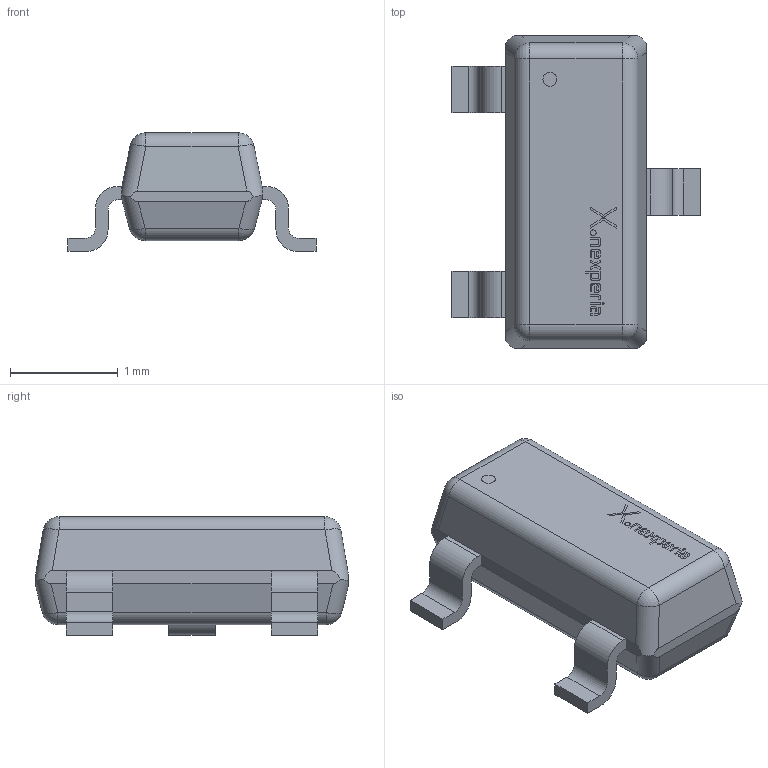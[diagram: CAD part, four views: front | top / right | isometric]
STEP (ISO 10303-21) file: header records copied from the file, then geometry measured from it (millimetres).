
FILE_DESCRIPTION(/* description */ (''),/* implementation_level */ '2;1');
FILE_NAME(/* name */ '1.stp',/* time_stamp */ '2019-09-30T14:15:50+02:00',/* author */ ('Karem'),/* organization */ (''),/* preprocessor_version */ 'ST-DEVELOPER v15.6',/* originating_system */ 'Autodesk Inventor 2015',/* authorisation */ '');
FILE_SCHEMA (('AUTOMOTIVE_DESIGN { 1 0 10303 214 3 1 1 }'));
Products named in the file (5): BODY-SOT; Nexperia Logo; 1; Nexperia Logo Yury; SOT23--3
Bounding box: 2.3 x 2.9 x 1.1 mm (x, y, z)
Volume: 3.6 mm3; surface area: 19 mm2
Topology: 18 solids, 18 shells, 254 faces, 630 edges, 412 vertices
Faces by surface type: plane 159, cylinder 60, bspline 27, sphere 8
Full cylindrical faces by diameter (mm): 0.017 x1, 0.052 x1, 0.129 x1
Entity records: 7776 total; most frequent: CARTESIAN_POINT 1681, ORIENTED_EDGE 1254, DIRECTION 1169, EDGE_CURVE 627, LINE 441, VECTOR 441, VERTEX_POINT 412, AXIS2_PLACEMENT_3D 364
